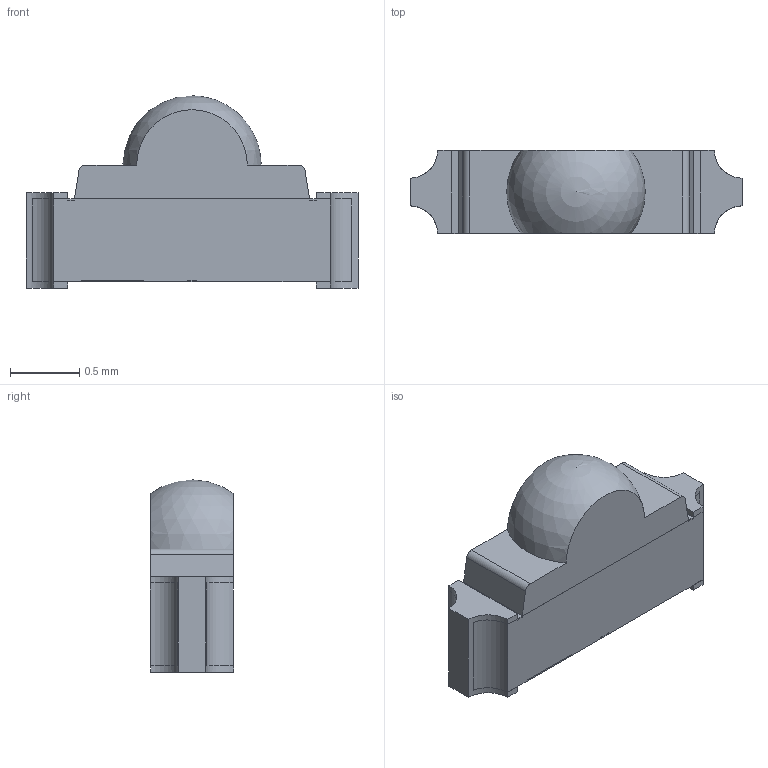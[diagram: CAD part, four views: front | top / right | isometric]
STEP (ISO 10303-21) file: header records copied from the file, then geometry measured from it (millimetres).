
FILE_DESCRIPTION(/* description */ ('Unknown'),/* implementation_level */ '2;1');
FILE_NAME(/* name */ '1541021ECA170_CTM',/* time_stamp */ '2019-05-22T11:48:38+02:00',/* author */ ('Unknown'),/* organization */ ('Unknown'),/* preprocessor_version */ 'ST-DEVELOPER v16.7',/* originating_system */ 'DEX',/* authorisation */ $);
FILE_SCHEMA (('AUTOMOTIVE_DESIGN {1 0 10303 214 3 1 1}'));
Length unit declared in the file: millimetre
Products named in the file (4): WL-SDSB; Body; Pins; Dome
Assembly tree (3 placements, depth 2):
  WL-SDSB
    Body
    Pins
    Dome
Bounding box: 2.4 x 0.6 x 1.39 mm (x, y, z)
Volume: 1.3 mm3; surface area: 12.6 mm2
Topology: 8 solids, 8 shells, 108 faces, 279 edges, 186 vertices
Faces by surface type: plane 89, cylinder 18, sphere 1
Entity records: 3377 total; most frequent: CARTESIAN_POINT 572, ORIENTED_EDGE 552, DIRECTION 548, EDGE_CURVE 276, LINE 228, VECTOR 228, VERTEX_POINT 184, AXIS2_PLACEMENT_3D 160
